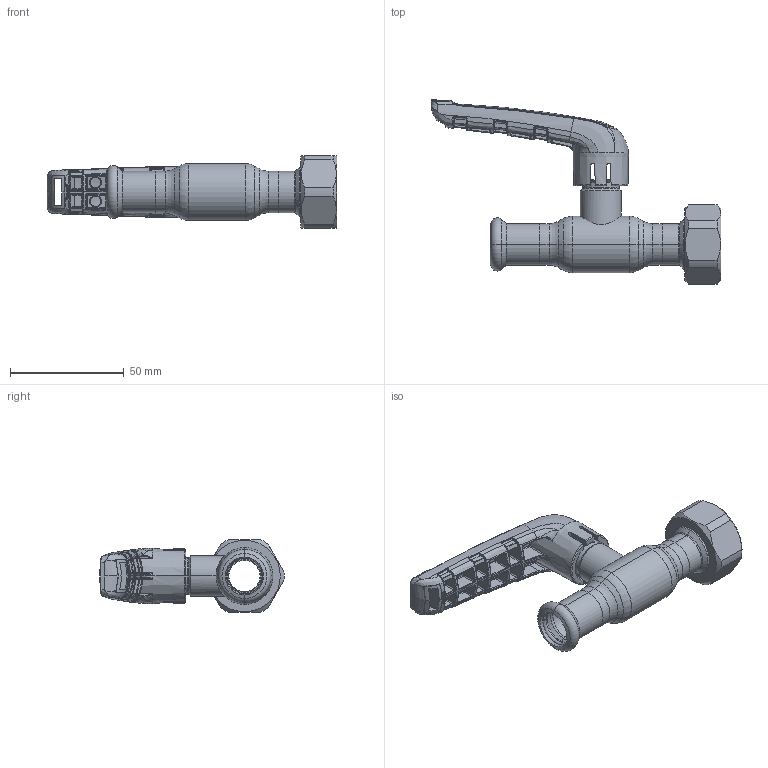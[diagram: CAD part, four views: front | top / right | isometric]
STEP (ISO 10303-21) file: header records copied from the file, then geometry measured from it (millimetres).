
FILE_DESCRIPTION (( 'STEP AP214' ), '1' );
FILE_NAME ('XPR21400 DN10 G34 x 15.step', '2018-09-27T09:13:58', ( '' ), ( '' ), 'SwSTEP 2.0', 'SolidWorks 2017', '' );
FILE_SCHEMA (( 'AUTOMOTIVE_DESIGN' ));
Length unit declared in the file: millimetre
Products named in the file (1): XPR21400 DN10 G34 x 15
Bounding box: 127.68 x 81.17 x 32 mm (x, y, z)
Surface area: 23667.3 mm2 (no closed solid volume)
Topology: 0 solids, 13 shells, 868 faces, 2542 edges, 1589 vertices
Faces by surface type: bspline 692, plane 61, cylinder 50, cone 36, torus 29
Entity records: 62503 total; most frequent: CARTESIAN_POINT 36181, ORIENTED_EDGE 4412, EDGE_CURVE 2516, DIRECTION 1742, B_SPLINE_CURVE_WITH_KNOTS 1721, VERTEX_POINT 1589, EDGE_LOOP 893, UNCERTAINTY_MEASURE_WITH_UNIT 870
